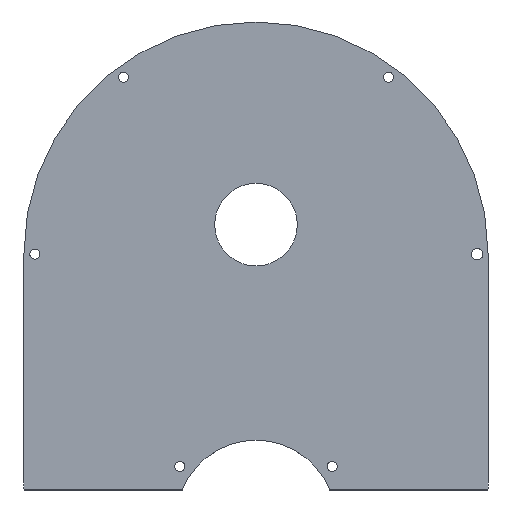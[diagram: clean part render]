
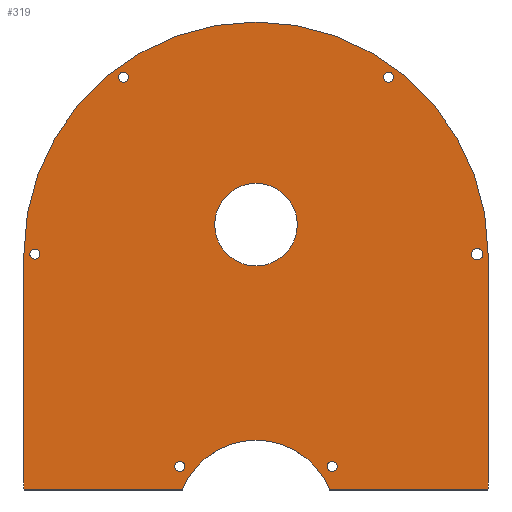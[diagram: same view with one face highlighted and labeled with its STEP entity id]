
A CAD part, top view. The second image highlights one B-rep face of the part: STEP entity #319.
In plain terms, the highlighted planar face has unit normal (0, 0, 1).
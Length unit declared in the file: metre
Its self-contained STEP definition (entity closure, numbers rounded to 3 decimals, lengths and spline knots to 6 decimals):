
#29=LINE('',#509,#45);
#32=LINE('',#517,#48);
#35=LINE('',#525,#51);
#38=LINE('',#533,#54);
#45=VECTOR('',#412,1.);
#48=VECTOR('',#421,1.);
#51=VECTOR('',#430,1.);
#54=VECTOR('',#439,1.);
#116=ORIENTED_EDGE('',*,*,#168,.F.);
#117=ORIENTED_EDGE('',*,*,#167,.F.);
#118=ORIENTED_EDGE('',*,*,#166,.F.);
#119=ORIENTED_EDGE('',*,*,#165,.F.);
#120=ORIENTED_EDGE('',*,*,#164,.F.);
#121=ORIENTED_EDGE('',*,*,#163,.F.);
#122=ORIENTED_EDGE('',*,*,#162,.F.);
#123=ORIENTED_EDGE('',*,*,#149,.T.);
#124=ORIENTED_EDGE('',*,*,#147,.T.);
#125=ORIENTED_EDGE('',*,*,#161,.F.);
#126=ORIENTED_EDGE('',*,*,#159,.T.);
#127=ORIENTED_EDGE('',*,*,#157,.T.);
#128=ORIENTED_EDGE('',*,*,#155,.T.);
#129=ORIENTED_EDGE('',*,*,#153,.T.);
#130=ORIENTED_EDGE('',*,*,#151,.F.);
#147=EDGE_CURVE('',#185,#184,#210,.T.);
#149=EDGE_CURVE('',#186,#185,#29,.T.);
#151=EDGE_CURVE('',#186,#187,#211,.T.);
#153=EDGE_CURVE('',#188,#187,#32,.T.);
#155=EDGE_CURVE('',#189,#188,#212,.T.);
#157=EDGE_CURVE('',#190,#189,#35,.T.);
#159=EDGE_CURVE('',#191,#190,#213,.T.);
#161=EDGE_CURVE('',#191,#184,#38,.T.);
#162=EDGE_CURVE('',#192,#192,#214,.T.);
#163=EDGE_CURVE('',#193,#193,#215,.T.);
#164=EDGE_CURVE('',#194,#194,#216,.T.);
#165=EDGE_CURVE('',#195,#195,#217,.T.);
#166=EDGE_CURVE('',#196,#196,#218,.T.);
#167=EDGE_CURVE('',#197,#197,#219,.T.);
#168=EDGE_CURVE('',#198,#198,#220,.T.);
#184=VERTEX_POINT('',#504);
#185=VERTEX_POINT('',#506);
#186=VERTEX_POINT('',#510);
#187=VERTEX_POINT('',#514);
#188=VERTEX_POINT('',#518);
#189=VERTEX_POINT('',#522);
#190=VERTEX_POINT('',#526);
#191=VERTEX_POINT('',#530);
#192=VERTEX_POINT('',#536);
#193=VERTEX_POINT('',#539);
#194=VERTEX_POINT('',#542);
#195=VERTEX_POINT('',#545);
#196=VERTEX_POINT('',#548);
#197=VERTEX_POINT('',#551);
#198=VERTEX_POINT('',#554);
#210=CIRCLE('',#348,0.07875);
#211=CIRCLE('',#351,0.026906);
#212=CIRCLE('',#354,0.07875);
#213=CIRCLE('',#357,0.07875);
#214=CIRCLE('',#360,0.001698);
#215=CIRCLE('',#362,0.001698);
#216=CIRCLE('',#364,0.001698);
#217=CIRCLE('',#366,0.014);
#218=CIRCLE('',#368,0.001698);
#219=CIRCLE('',#370,0.001698);
#220=CIRCLE('',#372,0.001948);
#251=EDGE_LOOP('',(#116));
#252=EDGE_LOOP('',(#117));
#253=EDGE_LOOP('',(#118));
#254=EDGE_LOOP('',(#119));
#255=EDGE_LOOP('',(#120));
#256=EDGE_LOOP('',(#121));
#257=EDGE_LOOP('',(#122));
#258=EDGE_LOOP('',(#123,#124,#125,#126,#127,#128,#129,#130));
#289=FACE_BOUND('',#251,.T.);
#290=FACE_BOUND('',#252,.T.);
#291=FACE_BOUND('',#253,.T.);
#292=FACE_BOUND('',#254,.T.);
#293=FACE_BOUND('',#255,.T.);
#294=FACE_BOUND('',#256,.T.);
#295=FACE_BOUND('',#257,.T.);
#296=FACE_BOUND('',#258,.T.);
#302=PLANE('',#373);
#319=ADVANCED_FACE('',(#289,#290,#291,#292,#293,#294,#295,#296),#302,.T.);
#348=AXIS2_PLACEMENT_3D('',#505,#407,#408);
#351=AXIS2_PLACEMENT_3D('',#513,#416,#417);
#354=AXIS2_PLACEMENT_3D('',#521,#425,#426);
#357=AXIS2_PLACEMENT_3D('',#529,#434,#435);
#360=AXIS2_PLACEMENT_3D('',#535,#442,#443);
#362=AXIS2_PLACEMENT_3D('',#538,#446,#447);
#364=AXIS2_PLACEMENT_3D('',#541,#450,#451);
#366=AXIS2_PLACEMENT_3D('',#544,#454,#455);
#368=AXIS2_PLACEMENT_3D('',#547,#458,#459);
#370=AXIS2_PLACEMENT_3D('',#550,#462,#463);
#372=AXIS2_PLACEMENT_3D('',#553,#466,#467);
#373=AXIS2_PLACEMENT_3D('',#555,#468,#469);
#407=DIRECTION('',(0.,0.,1.));
#408=DIRECTION('',(1.,0.,0.));
#412=DIRECTION('',(1.,0.,0.));
#416=DIRECTION('',(0.,0.,1.));
#417=DIRECTION('',(1.,0.,0.));
#421=DIRECTION('',(1.,0.,0.));
#425=DIRECTION('',(0.,0.,1.));
#426=DIRECTION('',(1.,0.,0.));
#430=DIRECTION('',(0.,-1.,0.));
#434=DIRECTION('',(0.,0.,1.));
#435=DIRECTION('',(1.,0.,0.));
#439=DIRECTION('',(0.,-1.,0.));
#442=DIRECTION('',(0.,0.,1.));
#443=DIRECTION('',(1.,0.,0.));
#446=DIRECTION('',(0.,0.,1.));
#447=DIRECTION('',(1.,0.,0.));
#450=DIRECTION('',(0.,0.,1.));
#451=DIRECTION('',(1.,0.,0.));
#454=DIRECTION('',(0.,0.,1.));
#455=DIRECTION('',(1.,0.,0.));
#458=DIRECTION('',(0.,0.,1.));
#459=DIRECTION('',(1.,0.,0.));
#462=DIRECTION('',(0.,0.,1.));
#463=DIRECTION('',(1.,0.,0.));
#466=DIRECTION('',(0.,0.,1.));
#467=DIRECTION('',(1.,0.,0.));
#468=DIRECTION('',(0.,0.,1.));
#469=DIRECTION('',(1.,0.,0.));
#504=CARTESIAN_POINT('',(0.07875,0.013,0.002));
#505=CARTESIAN_POINT('',(0.,0.013,0.002));
#506=CARTESIAN_POINT('',(0.078693,0.01,0.002));
#509=CARTESIAN_POINT('',(0.051836,0.01,0.002));
#510=CARTESIAN_POINT('',(0.024979,0.01,0.002));
#513=CARTESIAN_POINT('',(0.,0.,0.002));
#514=CARTESIAN_POINT('',(-0.024979,0.01,0.002));
#517=CARTESIAN_POINT('',(-0.051836,0.01,0.002));
#518=CARTESIAN_POINT('',(-0.078693,0.01,0.002));
#521=CARTESIAN_POINT('',(0.,0.013,0.002));
#522=CARTESIAN_POINT('',(-0.07875,0.013,0.002));
#525=CARTESIAN_POINT('',(-0.07875,0.0515,0.002));
#526=CARTESIAN_POINT('',(-0.07875,0.09,0.002));
#529=CARTESIAN_POINT('',(0.,0.09,0.002));
#530=CARTESIAN_POINT('',(0.07875,0.09,0.002));
#533=CARTESIAN_POINT('',(0.07875,0.0515,0.002));
#535=CARTESIAN_POINT('',(0.045,0.15,0.002));
#536=CARTESIAN_POINT('',(0.046698,0.15,0.002));
#538=CARTESIAN_POINT('',(-0.025851,0.018,0.002));
#539=CARTESIAN_POINT('',(-0.024153,0.018,0.002));
#541=CARTESIAN_POINT('',(0.025851,0.018,0.002));
#542=CARTESIAN_POINT('',(0.027548,0.018,0.002));
#544=CARTESIAN_POINT('',(0.,0.1,0.002));
#545=CARTESIAN_POINT('',(0.014,0.1,0.002));
#547=CARTESIAN_POINT('',(-0.045,0.15,0.002));
#548=CARTESIAN_POINT('',(-0.043302,0.15,0.002));
#550=CARTESIAN_POINT('',(-0.075,0.09,0.002));
#551=CARTESIAN_POINT('',(-0.073302,0.09,0.002));
#553=CARTESIAN_POINT('',(0.075,0.09,0.002));
#554=CARTESIAN_POINT('',(0.076948,0.09,0.002));
#555=CARTESIAN_POINT('',(0.,0.,0.002));
